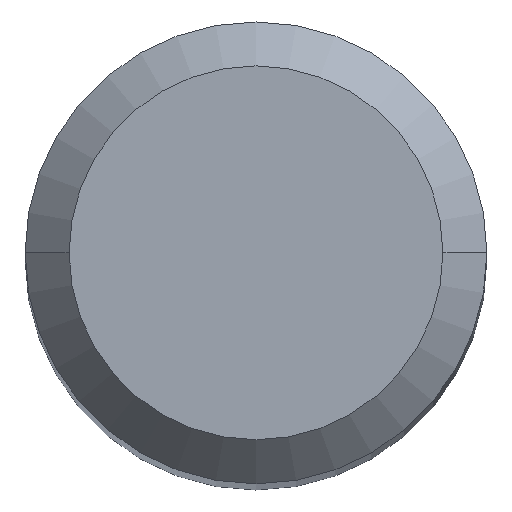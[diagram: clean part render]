
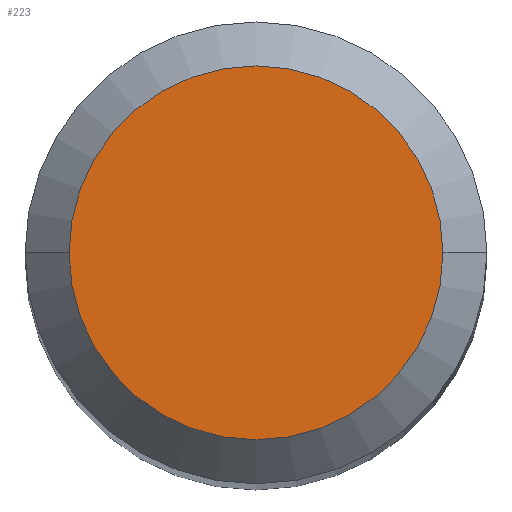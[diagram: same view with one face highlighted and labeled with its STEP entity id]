
A CAD part, top view. The second image highlights one B-rep face of the part: STEP entity #223.
In plain terms, the highlighted planar face has unit normal (0, 0, 1).
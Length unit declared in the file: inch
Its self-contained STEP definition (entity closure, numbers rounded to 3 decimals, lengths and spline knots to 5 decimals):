
#3 = ORIENTED_EDGE ( 'NONE', *, *, #255, .T. ) ;
#65 = DIRECTION ( 'NONE',  ( -1., 0., 0. ) ) ;
#89 = DIRECTION ( 'NONE',  ( 1., 0., 0. ) ) ;
#90 = FACE_OUTER_BOUND ( 'NONE', #160, .T. ) ;
#93 = CARTESIAN_POINT ( 'NONE',  ( 0., 0.06375, 0. ) ) ;
#107 = AXIS2_PLACEMENT_3D ( 'NONE', #170, #423, #136 ) ;
#120 = AXIS2_PLACEMENT_3D ( 'NONE', #308, #293, #89 ) ;
#129 = AXIS2_PLACEMENT_3D ( 'NONE', #93, #243, #65 ) ;
#136 = DIRECTION ( 'NONE',  ( 1., 0., 0. ) ) ;
#160 = EDGE_LOOP ( 'NONE', ( #347, #3 ) ) ;
#170 = CARTESIAN_POINT ( 'NONE',  ( 0., 0., 0. ) ) ;
#223 = ADVANCED_FACE ( 'NONE', ( #90 ), #348, .F. ) ;
#243 = DIRECTION ( 'NONE',  ( 0., 0., -1. ) ) ;
#255 = EDGE_CURVE ( 'NONE', #377, #338, #320, .T. ) ;
#293 = DIRECTION ( 'NONE',  ( 0., 0., 1. ) ) ;
#298 = CARTESIAN_POINT ( 'NONE',  ( 0.06375, 0., 0. ) ) ;
#308 = CARTESIAN_POINT ( 'NONE',  ( 0., 0., 0. ) ) ;
#320 = CIRCLE ( 'NONE', #107, 0.06375 ) ;
#338 = VERTEX_POINT ( 'NONE', #465 ) ;
#347 = ORIENTED_EDGE ( 'NONE', *, *, #426, .T. ) ;
#348 = PLANE ( 'NONE',  #129 ) ;
#377 = VERTEX_POINT ( 'NONE', #298 ) ;
#423 = DIRECTION ( 'NONE',  ( 0., 0., 1. ) ) ;
#426 = EDGE_CURVE ( 'NONE', #338, #377, #448, .T. ) ;
#448 = CIRCLE ( 'NONE', #120, 0.06375 ) ;
#465 = CARTESIAN_POINT ( 'NONE',  ( -0.06375, 0., 0. ) ) ;
